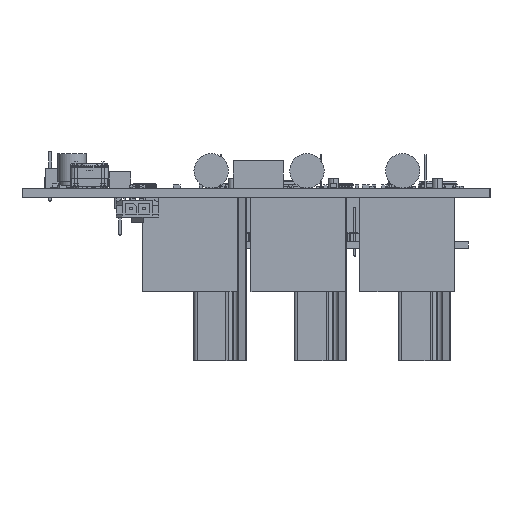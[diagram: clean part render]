
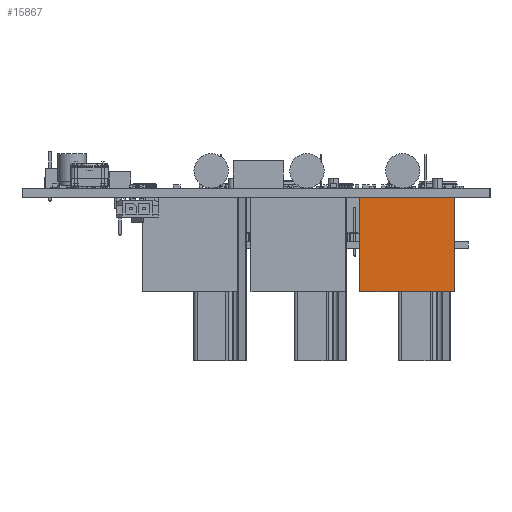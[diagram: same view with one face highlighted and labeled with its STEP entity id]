
A CAD part, left-side view. The second image highlights one B-rep face of the part: STEP entity #15867.
In plain terms, the highlighted planar face has unit normal (-1, 0, 0).
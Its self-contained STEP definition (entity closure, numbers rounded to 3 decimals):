
#15769 = EDGE_CURVE('',#15770,#15772,#15774,.T.);
#15770 = VERTEX_POINT('',#15771);
#15771 = CARTESIAN_POINT('',(-10.9,-10.9,0.));
#15772 = VERTEX_POINT('',#15773);
#15773 = CARTESIAN_POINT('',(-10.9,-10.9,21.6));
#15774 = LINE('',#15775,#15776);
#15775 = CARTESIAN_POINT('',(-10.9,-10.9,0.));
#15776 = VECTOR('',#15777,1.);
#15777 = DIRECTION('',(0.,0.,1.));
#15842 = VERTEX_POINT('',#15843);
#15843 = CARTESIAN_POINT('',(-10.9,10.9,21.6));
#15849 = EDGE_CURVE('',#15850,#15842,#15852,.T.);
#15850 = VERTEX_POINT('',#15851);
#15851 = CARTESIAN_POINT('',(-10.9,10.9,0.));
#15852 = LINE('',#15853,#15854);
#15853 = CARTESIAN_POINT('',(-10.9,10.9,0.));
#15854 = VECTOR('',#15855,1.);
#15855 = DIRECTION('',(0.,0.,1.));
#15867 = ADVANCED_FACE('',(#15868),#15884,.F.);
#15868 = FACE_BOUND('',#15869,.F.);
#15869 = EDGE_LOOP('',(#15870,#15871,#15877,#15878));
#15870 = ORIENTED_EDGE('',*,*,#15849,.T.);
#15871 = ORIENTED_EDGE('',*,*,#15872,.T.);
#15872 = EDGE_CURVE('',#15842,#15772,#15873,.T.);
#15873 = LINE('',#15874,#15875);
#15874 = CARTESIAN_POINT('',(-10.9,10.9,21.6));
#15875 = VECTOR('',#15876,1.);
#15876 = DIRECTION('',(0.,-1.,0.));
#15877 = ORIENTED_EDGE('',*,*,#15769,.F.);
#15878 = ORIENTED_EDGE('',*,*,#15879,.F.);
#15879 = EDGE_CURVE('',#15850,#15770,#15880,.T.);
#15880 = LINE('',#15881,#15882);
#15881 = CARTESIAN_POINT('',(-10.9,10.9,0.));
#15882 = VECTOR('',#15883,1.);
#15883 = DIRECTION('',(0.,-1.,0.));
#15884 = PLANE('',#15885);
#15885 = AXIS2_PLACEMENT_3D('',#15886,#15887,#15888);
#15886 = CARTESIAN_POINT('',(-10.9,10.9,0.));
#15887 = DIRECTION('',(1.,0.,0.));
#15888 = DIRECTION('',(0.,-1.,0.));
